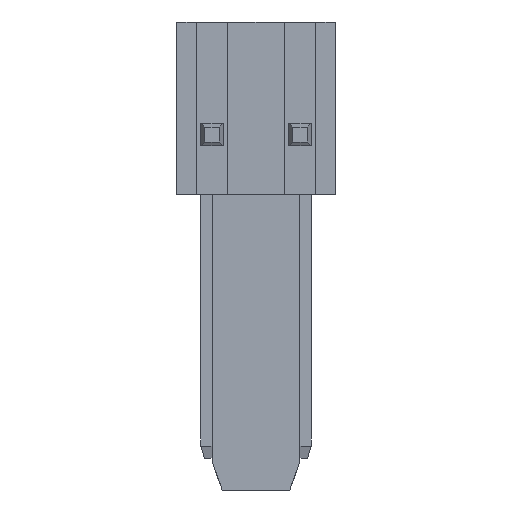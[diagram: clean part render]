
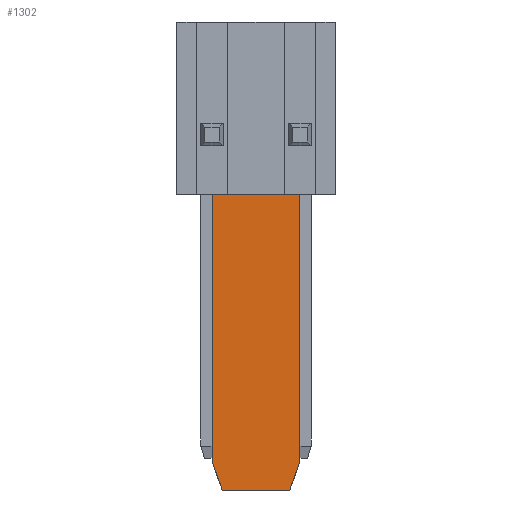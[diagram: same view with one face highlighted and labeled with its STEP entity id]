
A CAD part, front view. The second image highlights one B-rep face of the part: STEP entity #1302.
In plain terms, the highlighted planar face has unit normal (0, -1, 0).
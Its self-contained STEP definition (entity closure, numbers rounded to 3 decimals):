
#128=DIRECTION('',(1.,0.,0.));
#129=VECTOR('',#128,2.5);
#130=CARTESIAN_POINT('',(-1.25,0.25,-2.45));
#131=LINE('',#130,#129);
#204=DIRECTION('',(0.,0.,-1.));
#205=VECTOR('',#204,7.6);
#206=CARTESIAN_POINT('',(1.25,0.25,-2.45));
#207=LINE('',#206,#205);
#280=DIRECTION('',(0.,0.,-1.));
#281=VECTOR('',#280,7.6);
#282=CARTESIAN_POINT('',(-1.25,0.25,-2.45));
#283=LINE('',#282,#281);
#284=DIRECTION('',(0.342,0.,0.94));
#285=VECTOR('',#284,0.851);
#286=CARTESIAN_POINT('',(0.959,0.25,-10.85));
#287=LINE('',#286,#285);
#288=DIRECTION('',(0.342,0.,-0.94));
#289=VECTOR('',#288,0.851);
#290=CARTESIAN_POINT('',(-1.25,0.25,-10.05));
#291=LINE('',#290,#289);
#300=DIRECTION('',(-1.,0.,0.));
#301=VECTOR('',#300,1.918);
#302=CARTESIAN_POINT('',(0.959,0.25,-10.85));
#303=LINE('',#302,#301);
#725=CARTESIAN_POINT('',(1.25,0.25,-2.45));
#727=VERTEX_POINT('',#725);
#729=CARTESIAN_POINT('',(-1.25,0.25,-2.45));
#730=VERTEX_POINT('',#729);
#834=CARTESIAN_POINT('',(0.959,0.25,-10.85));
#835=VERTEX_POINT('',#834);
#836=CARTESIAN_POINT('',(1.25,0.25,-10.05));
#837=VERTEX_POINT('',#836);
#838=CARTESIAN_POINT('',(-1.25,0.25,-10.05));
#839=CARTESIAN_POINT('',(-0.959,0.25,-10.85));
#840=VERTEX_POINT('',#838);
#841=VERTEX_POINT('',#839);
#1288=CARTESIAN_POINT('',(1.25,0.25,-2.45));
#1289=DIRECTION('',(0.,-1.,0.));
#1290=DIRECTION('',(0.,0.,-1.));
#1291=AXIS2_PLACEMENT_3D('',#1288,#1289,#1290);
#1292=PLANE('',#1291);
#1293=ORIENTED_EDGE('',*,*,#1175,.F.);
#1295=ORIENTED_EDGE('',*,*,#1294,.T.);
#1296=ORIENTED_EDGE('',*,*,#1277,.F.);
#1297=ORIENTED_EDGE('',*,*,#1267,.F.);
#1298=ORIENTED_EDGE('',*,*,#1132,.T.);
#1299=ORIENTED_EDGE('',*,*,#1148,.T.);
#1300=EDGE_LOOP('',(#1293,#1295,#1296,#1297,#1298,#1299));
#1301=FACE_OUTER_BOUND('',#1300,.F.);
#1302=ADVANCED_FACE('',(#1301),#1292,.T.);
#1132=EDGE_CURVE('',#730,#727,#131,.T.);
#1148=EDGE_CURVE('',#727,#837,#207,.T.);
#1175=EDGE_CURVE('',#835,#837,#287,.T.);
#1267=EDGE_CURVE('',#730,#840,#283,.T.);
#1277=EDGE_CURVE('',#840,#841,#291,.T.);
#1294=EDGE_CURVE('',#835,#841,#303,.T.);
